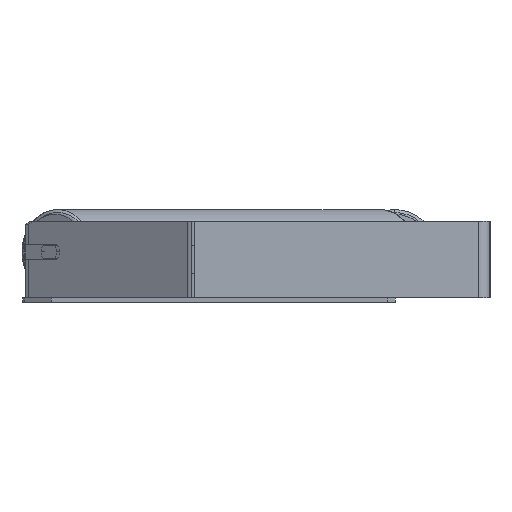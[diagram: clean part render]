
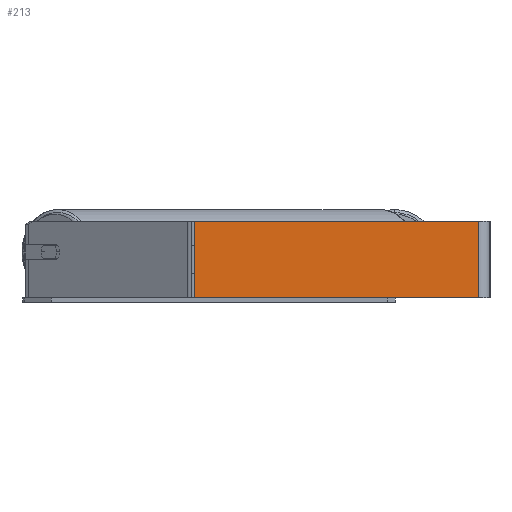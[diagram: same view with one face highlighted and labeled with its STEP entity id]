
A CAD part, left-side view. The second image highlights one B-rep face of the part: STEP entity #213.
In plain terms, the highlighted planar face has unit normal (-1, 0, 0).
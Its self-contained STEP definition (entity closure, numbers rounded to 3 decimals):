
#185 = LINE ( 'NONE', #9054, #4026 ) ;
#213 = ADVANCED_FACE ( 'NONE', ( #8144 ), #1614, .F. ) ;
#1051 = CARTESIAN_POINT ( 'NONE',  ( -945., 12., 40. ) ) ;
#1095 = DIRECTION ( 'NONE',  ( 0., 1., 0. ) ) ;
#1374 = ORIENTED_EDGE ( 'NONE', *, *, #2986, .T. ) ;
#1407 = LINE ( 'NONE', #3384, #5547 ) ;
#1614 = PLANE ( 'NONE',  #8004 ) ;
#2061 = EDGE_CURVE ( 'NONE', #8415, #9136, #9386, .T. ) ;
#2798 = EDGE_CURVE ( 'NONE', #3455, #9136, #4370, .T. ) ;
#2986 = EDGE_CURVE ( 'NONE', #6495, #3455, #185, .T. ) ;
#3384 = CARTESIAN_POINT ( 'NONE',  ( -945., 314.008, 40. ) ) ;
#3404 = CARTESIAN_POINT ( 'NONE',  ( -945., 310.224, 40. ) ) ;
#3455 = VERTEX_POINT ( 'NONE', #7642 ) ;
#3515 = EDGE_CURVE ( 'NONE', #6495, #8415, #1407, .T. ) ;
#3646 = CARTESIAN_POINT ( 'NONE',  ( -945., 314.008, -40. ) ) ;
#3674 = CARTESIAN_POINT ( 'NONE',  ( -945., 12., 40. ) ) ;
#4026 = VECTOR ( 'NONE', #4696, 1000. ) ;
#4370 = LINE ( 'NONE', #3646, #6500 ) ;
#4522 = CARTESIAN_POINT ( 'NONE',  ( -945., 314.008, 40. ) ) ;
#4696 = DIRECTION ( 'NONE',  ( 0., 0., -1. ) ) ;
#5547 = VECTOR ( 'NONE', #5602, 1000. ) ;
#5602 = DIRECTION ( 'NONE',  ( 0., -1., 0. ) ) ;
#5840 = CARTESIAN_POINT ( 'NONE',  ( -945., 12., -40. ) ) ;
#6004 = ORIENTED_EDGE ( 'NONE', *, *, #2798, .T. ) ;
#6045 = VECTOR ( 'NONE', #6660, 1000. ) ;
#6495 = VERTEX_POINT ( 'NONE', #3404 ) ;
#6500 = VECTOR ( 'NONE', #9220, 1000. ) ;
#6660 = DIRECTION ( 'NONE',  ( 0., 0., -1. ) ) ;
#7215 = ORIENTED_EDGE ( 'NONE', *, *, #2061, .F. ) ;
#7642 = CARTESIAN_POINT ( 'NONE',  ( -945., 310.224, -40. ) ) ;
#7716 = DIRECTION ( 'NONE',  ( 1., 0., 0. ) ) ;
#7908 = ORIENTED_EDGE ( 'NONE', *, *, #3515, .F. ) ;
#8004 = AXIS2_PLACEMENT_3D ( 'NONE', #4522, #7716, #1095 ) ;
#8052 = EDGE_LOOP ( 'NONE', ( #6004, #7215, #7908, #1374 ) ) ;
#8144 = FACE_OUTER_BOUND ( 'NONE', #8052, .T. ) ;
#8415 = VERTEX_POINT ( 'NONE', #1051 ) ;
#9054 = CARTESIAN_POINT ( 'NONE',  ( -945., 310.224, 40. ) ) ;
#9136 = VERTEX_POINT ( 'NONE', #5840 ) ;
#9220 = DIRECTION ( 'NONE',  ( 0., -1., 0. ) ) ;
#9386 = LINE ( 'NONE', #3674, #6045 ) ;
